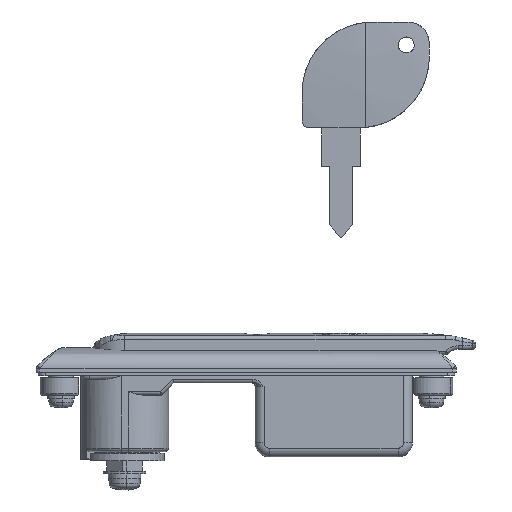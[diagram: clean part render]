
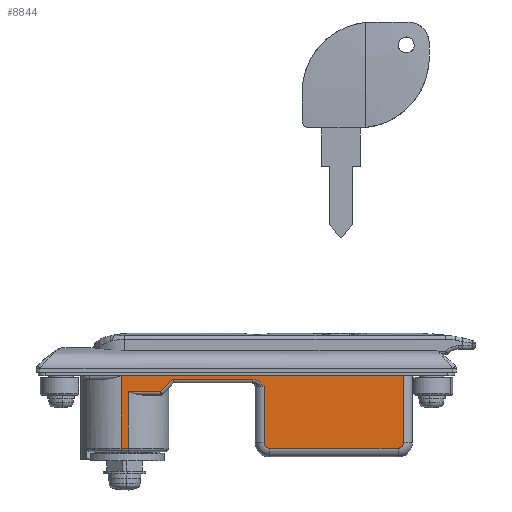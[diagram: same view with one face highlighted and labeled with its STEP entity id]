
A CAD part, left-side view. The second image highlights one B-rep face of the part: STEP entity #8844.
In plain terms, the highlighted face is planar.
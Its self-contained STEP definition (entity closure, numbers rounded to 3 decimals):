
#12 = VECTOR ( 'NONE', #6258, 1000. ) ;
#251 = CARTESIAN_POINT ( 'NONE',  ( 10.513, 11.5, -39.078 ) ) ;
#390 = DIRECTION ( 'NONE',  ( 0., 0., -1. ) ) ;
#548 = VERTEX_POINT ( 'NONE', #1969 ) ;
#554 = VECTOR ( 'NONE', #5262, 1000. ) ;
#759 = DIRECTION ( 'NONE',  ( 0., 0., -1. ) ) ;
#813 = EDGE_CURVE ( 'NONE', #14121, #548, #12319, .T. ) ;
#826 = CARTESIAN_POINT ( 'NONE',  ( 28.5, 11.5, -41. ) ) ;
#857 = EDGE_CURVE ( 'NONE', #5976, #12068, #1279, .T. ) ;
#1151 = ORIENTED_EDGE ( 'NONE', *, *, #9576, .T. ) ;
#1279 = LINE ( 'NONE', #4664, #9616 ) ;
#1354 = CARTESIAN_POINT ( 'NONE',  ( 10.757, 11.5, -39.29 ) ) ;
#1414 = DIRECTION ( 'NONE',  ( -0.707, 0., -0.707 ) ) ;
#1443 = ORIENTED_EDGE ( 'NONE', *, *, #11535, .T. ) ;
#1457 = CARTESIAN_POINT ( 'NONE',  ( 9., 11.5, 10. ) ) ;
#1612 = DIRECTION ( 'NONE',  ( 0., 1., 0. ) ) ;
#1659 = EDGE_CURVE ( 'NONE', #3564, #7695, #7519, .T. ) ;
#1969 = CARTESIAN_POINT ( 'NONE',  ( 11., 11.5, -39.5 ) ) ;
#2175 = DIRECTION ( 'NONE',  ( 1., 0., 0. ) ) ;
#2465 = VERTEX_POINT ( 'NONE', #3534 ) ;
#2527 = LINE ( 'NONE', #5112, #7957 ) ;
#2553 = EDGE_CURVE ( 'NONE', #7695, #2465, #4083, .T. ) ;
#2729 = EDGE_CURVE ( 'NONE', #9297, #8941, #4923, .T. ) ;
#3110 = CARTESIAN_POINT ( 'NONE',  ( 9., 11.5, -36.338 ) ) ;
#3115 = CARTESIAN_POINT ( 'NONE',  ( 8., 11.5, 1. ) ) ;
#3165 = VECTOR ( 'NONE', #10122, 1000. ) ;
#3302 = DIRECTION ( 'NONE',  ( -1., 0., 0. ) ) ;
#3363 = ORIENTED_EDGE ( 'NONE', *, *, #13834, .T. ) ;
#3450 = ORIENTED_EDGE ( 'NONE', *, *, #9315, .T. ) ;
#3498 = CARTESIAN_POINT ( 'NONE',  ( 12.516, 11.5, -10.07 ) ) ;
#3534 = CARTESIAN_POINT ( 'NONE',  ( 28.5, 11.5, -77.5 ) ) ;
#3564 = VERTEX_POINT ( 'NONE', #7035 ) ;
#3756 = CARTESIAN_POINT ( 'NONE',  ( 0., 11.5, 0. ) ) ;
#3772 = EDGE_CURVE ( 'NONE', #13094, #8941, #8877, .T. ) ;
#3857 = CARTESIAN_POINT ( 'NONE',  ( 7., 11.5, 0. ) ) ;
#4083 = LINE ( 'NONE', #9414, #8875 ) ;
#4356 = ORIENTED_EDGE ( 'NONE', *, *, #2729, .F. ) ;
#4528 = CARTESIAN_POINT ( 'NONE',  ( 9.292, 11.5, -37.589 ) ) ;
#4559 = LINE ( 'NONE', #3857, #13317 ) ;
#4568 = VECTOR ( 'NONE', #3302, 1000. ) ;
#4624 = ORIENTED_EDGE ( 'NONE', *, *, #6278, .T. ) ;
#4664 = CARTESIAN_POINT ( 'NONE',  ( 12.516, 11.5, -10.484 ) ) ;
#4724 = LINE ( 'NONE', #11416, #13135 ) ;
#4726 = EDGE_CURVE ( 'NONE', #12068, #8290, #4724, .T. ) ;
#4740 = CARTESIAN_POINT ( 'NONE',  ( 1007., 11.5, -1. ) ) ;
#4860 = CARTESIAN_POINT ( 'NONE',  ( 27., 11.5, -41. ) ) ;
#4923 = LINE ( 'NONE', #7618, #4568 ) ;
#5112 = CARTESIAN_POINT ( 'NONE',  ( 7., 11.5, -79. ) ) ;
#5262 = DIRECTION ( 'NONE',  ( 0., 0., -1. ) ) ;
#5372 = VERTEX_POINT ( 'NONE', #8847 ) ;
#5808 = VECTOR ( 'NONE', #8088, 1000. ) ;
#5856 = VERTEX_POINT ( 'NONE', #11105 ) ;
#5923 = DIRECTION ( 'NONE',  ( 1., 0., 0. ) ) ;
#5958 = DIRECTION ( 'NONE',  ( 0., 0., -1. ) ) ;
#5976 = VERTEX_POINT ( 'NONE', #10195 ) ;
#5987 = EDGE_CURVE ( 'NONE', #12916, #5976, #10703, .T. ) ;
#6258 = DIRECTION ( 'NONE',  ( 0., 0., -1. ) ) ;
#6278 = EDGE_CURVE ( 'NONE', #5372, #5856, #2527, .T. ) ;
#6390 = CARTESIAN_POINT ( 'NONE',  ( 9., 11.5, -36.664 ) ) ;
#6437 = AXIS2_PLACEMENT_3D ( 'NONE', #4860, #12538, #5958 ) ;
#6722 = CARTESIAN_POINT ( 'NONE',  ( 10.051, 11.5, -38.629 ) ) ;
#6883 = EDGE_LOOP ( 'NONE', ( #4356, #1151, #13093, #14000, #11573, #1443, #11892, #13147, #11799, #12683, #3450, #4624, #11324, #3363, #8468 ) ) ;
#7035 = CARTESIAN_POINT ( 'NONE',  ( 27., 11.5, -39.5 ) ) ;
#7519 = CIRCLE ( 'NONE', #6437, 1.5 ) ;
#7558 = CARTESIAN_POINT ( 'NONE',  ( 27., 11.5, -39.5 ) ) ;
#7618 = CARTESIAN_POINT ( 'NONE',  ( 1007., 11.5, 1. ) ) ;
#7695 = VERTEX_POINT ( 'NONE', #826 ) ;
#7705 = CARTESIAN_POINT ( 'NONE',  ( 28.5, 11.5, -1. ) ) ;
#7790 = VECTOR ( 'NONE', #8053, 1000. ) ;
#7957 = VECTOR ( 'NONE', #8394, 1000. ) ;
#8001 = VECTOR ( 'NONE', #2175, 1000. ) ;
#8053 = DIRECTION ( 'NONE',  ( -1., 0., 0. ) ) ;
#8088 = DIRECTION ( 'NONE',  ( 1., 0., 0. ) ) ;
#8096 = CARTESIAN_POINT ( 'NONE',  ( 27., 11.5, -77.5 ) ) ;
#8290 = VERTEX_POINT ( 'NONE', #9874 ) ;
#8394 = DIRECTION ( 'NONE',  ( -1., 0., 0. ) ) ;
#8468 = ORIENTED_EDGE ( 'NONE', *, *, #3772, .T. ) ;
#8604 = LINE ( 'NONE', #9025, #3165 ) ;
#8683 = LINE ( 'NONE', #11776, #12 ) ;
#8740 = LINE ( 'NONE', #1457, #5808 ) ;
#8844 = ADVANCED_FACE ( 'NONE', ( #10419 ), #11388, .F. ) ;
#8847 = CARTESIAN_POINT ( 'NONE',  ( 27., 11.5, -79. ) ) ;
#8875 = VECTOR ( 'NONE', #759, 1000. ) ;
#8877 = LINE ( 'NONE', #9678, #554 ) ;
#8941 = VERTEX_POINT ( 'NONE', #3115 ) ;
#8942 = CARTESIAN_POINT ( 'NONE',  ( 11., 11.5, -39.5 ) ) ;
#8995 = EDGE_CURVE ( 'NONE', #548, #3564, #11615, .T. ) ;
#9025 = CARTESIAN_POINT ( 'NONE',  ( 9., 11.5, -37.051 ) ) ;
#9150 = CARTESIAN_POINT ( 'NONE',  ( 28.5, 11.5, 1. ) ) ;
#9199 = DIRECTION ( 'NONE',  ( 0., 0., -1. ) ) ;
#9297 = VERTEX_POINT ( 'NONE', #9150 ) ;
#9315 = EDGE_CURVE ( 'NONE', #2465, #5372, #14011, .T. ) ;
#9361 = EDGE_CURVE ( 'NONE', #9504, #5856, #4559, .T. ) ;
#9414 = CARTESIAN_POINT ( 'NONE',  ( 28.5, 11.5, -77.5 ) ) ;
#9494 = AXIS2_PLACEMENT_3D ( 'NONE', #3756, #12496, #5923 ) ;
#9504 = VERTEX_POINT ( 'NONE', #10527 ) ;
#9576 = EDGE_CURVE ( 'NONE', #9297, #12916, #8683, .T. ) ;
#9616 = VECTOR ( 'NONE', #390, 1000. ) ;
#9678 = CARTESIAN_POINT ( 'NONE',  ( 8., 11.5, 0. ) ) ;
#9874 = CARTESIAN_POINT ( 'NONE',  ( 9., 11.5, -13.586 ) ) ;
#9954 = CARTESIAN_POINT ( 'NONE',  ( 9., 11.5, -36.338 ) ) ;
#10122 = DIRECTION ( 'NONE',  ( 0., 0., -1. ) ) ;
#10195 = CARTESIAN_POINT ( 'NONE',  ( 12.516, 11.5, -1. ) ) ;
#10419 = FACE_OUTER_BOUND ( 'NONE', #6883, .T. ) ;
#10527 = CARTESIAN_POINT ( 'NONE',  ( 7., 11.5, 10. ) ) ;
#10703 = LINE ( 'NONE', #4740, #7790 ) ;
#11083 = CARTESIAN_POINT ( 'NONE',  ( 9.064, 11.5, -36.982 ) ) ;
#11105 = CARTESIAN_POINT ( 'NONE',  ( 7., 11.5, -79. ) ) ;
#11324 = ORIENTED_EDGE ( 'NONE', *, *, #9361, .F. ) ;
#11388 = PLANE ( 'NONE',  #9494 ) ;
#11416 = CARTESIAN_POINT ( 'NONE',  ( 9.293, 11.5, -13.293 ) ) ;
#11492 = DIRECTION ( 'NONE',  ( 0., 0., -1. ) ) ;
#11535 = EDGE_CURVE ( 'NONE', #8290, #14121, #8604, .T. ) ;
#11573 = ORIENTED_EDGE ( 'NONE', *, *, #4726, .T. ) ;
#11615 = LINE ( 'NONE', #7558, #8001 ) ;
#11662 = CARTESIAN_POINT ( 'NONE',  ( 8., 11.5, 10. ) ) ;
#11776 = CARTESIAN_POINT ( 'NONE',  ( 28.5, 11.5, -1. ) ) ;
#11799 = ORIENTED_EDGE ( 'NONE', *, *, #1659, .T. ) ;
#11862 = AXIS2_PLACEMENT_3D ( 'NONE', #8096, #1612, #9199 ) ;
#11892 = ORIENTED_EDGE ( 'NONE', *, *, #813, .T. ) ;
#12068 = VERTEX_POINT ( 'NONE', #3498 ) ;
#12191 = CARTESIAN_POINT ( 'NONE',  ( 9.451, 11.5, -37.868 ) ) ;
#12319 = B_SPLINE_CURVE_WITH_KNOTS ( 'NONE', 3,
 ( #9954, #6390, #11083, #4528, #12191, #13305, #6722, #251, #1354, #8942 ),
 .UNSPECIFIED., .F., .F.,
 ( 4, 2, 2, 2, 4 ),
 ( 0., 0.001, 0.002, 0.003, 0.004 ),
 .UNSPECIFIED. ) ;
#12496 = DIRECTION ( 'NONE',  ( 0., -1., 0. ) ) ;
#12538 = DIRECTION ( 'NONE',  ( 0., 1., 0. ) ) ;
#12683 = ORIENTED_EDGE ( 'NONE', *, *, #2553, .T. ) ;
#12916 = VERTEX_POINT ( 'NONE', #7705 ) ;
#13093 = ORIENTED_EDGE ( 'NONE', *, *, #5987, .T. ) ;
#13094 = VERTEX_POINT ( 'NONE', #11662 ) ;
#13135 = VECTOR ( 'NONE', #1414, 1000. ) ;
#13147 = ORIENTED_EDGE ( 'NONE', *, *, #8995, .T. ) ;
#13305 = CARTESIAN_POINT ( 'NONE',  ( 9.832, 11.5, -38.391 ) ) ;
#13317 = VECTOR ( 'NONE', #11492, 1000. ) ;
#13834 = EDGE_CURVE ( 'NONE', #9504, #13094, #8740, .T. ) ;
#14000 = ORIENTED_EDGE ( 'NONE', *, *, #857, .T. ) ;
#14011 = CIRCLE ( 'NONE', #11862, 1.5 ) ;
#14121 = VERTEX_POINT ( 'NONE', #3110 ) ;
